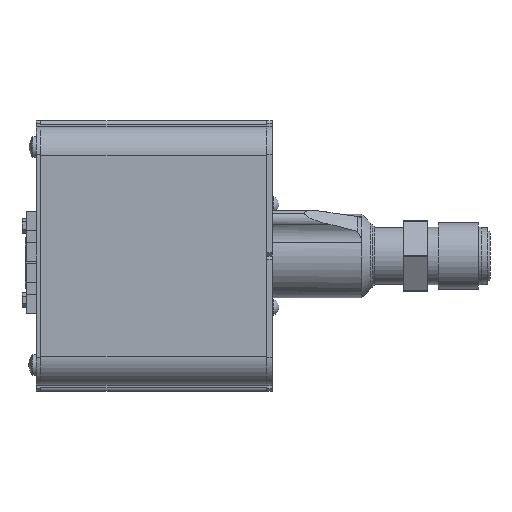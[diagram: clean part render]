
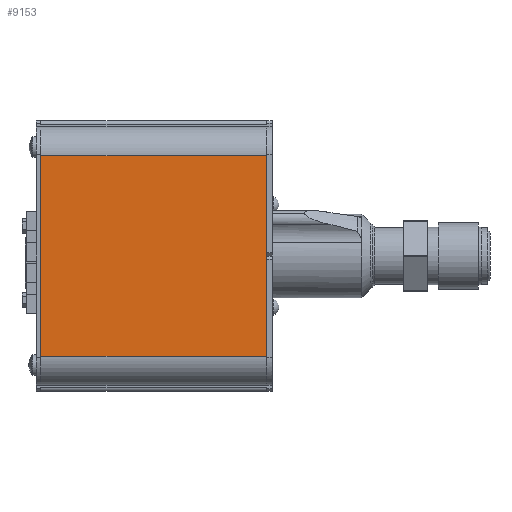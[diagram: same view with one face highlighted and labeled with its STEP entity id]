
A CAD part, left-side view. The second image highlights one B-rep face of the part: STEP entity #9153.
In plain terms, the highlighted planar face has unit normal (-1, 0, 0).
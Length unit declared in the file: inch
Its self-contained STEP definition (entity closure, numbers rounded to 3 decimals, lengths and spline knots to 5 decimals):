
#174 = DIRECTION ( 'NONE',  ( 1., 0., 0. ) ) ;
#412 = LINE ( 'NONE', #4925, #10620 ) ;
#759 = VERTEX_POINT ( 'NONE', #11732 ) ;
#2388 = EDGE_CURVE ( 'NONE', #759, #2746, #3222, .T. ) ;
#2545 = DIRECTION ( 'NONE',  ( 0., -1., 0. ) ) ;
#2631 = CARTESIAN_POINT ( 'NONE',  ( -1.401, -0.163, 1.323 ) ) ;
#2746 = VERTEX_POINT ( 'NONE', #9936 ) ;
#2748 = EDGE_CURVE ( 'NONE', #12850, #759, #10200, .T. ) ;
#2856 = DIRECTION ( 'NONE',  ( 0., 0., 1. ) ) ;
#3007 = ORIENTED_EDGE ( 'NONE', *, *, #9375, .F. ) ;
#3222 = LINE ( 'NONE', #2631, #5583 ) ;
#4925 = CARTESIAN_POINT ( 'NONE',  ( -1.401, 2.822, 1.323 ) ) ;
#5278 = CARTESIAN_POINT ( 'NONE',  ( -1.401, 2.822, 1.323 ) ) ;
#5583 = VECTOR ( 'NONE', #2856, 39.37008 ) ;
#5722 = CARTESIAN_POINT ( 'NONE',  ( -1.401, 2.822, 1.323 ) ) ;
#6232 = ORIENTED_EDGE ( 'NONE', *, *, #7725, .F. ) ;
#6587 = VECTOR ( 'NONE', #2545, 39.37008 ) ;
#7305 = DIRECTION ( 'NONE',  ( 0., 0., -1. ) ) ;
#7474 = VECTOR ( 'NONE', #10395, 39.37008 ) ;
#7725 = EDGE_CURVE ( 'NONE', #12850, #12171, #412, .T. ) ;
#7746 = EDGE_LOOP ( 'NONE', ( #9638, #12954, #3007, #6232 ) ) ;
#7777 = AXIS2_PLACEMENT_3D ( 'NONE', #5278, #174, #7305 ) ;
#9153 = ADVANCED_FACE ( 'NONE', ( #11843 ), #11375, .F. ) ;
#9275 = LINE ( 'NONE', #9636, #6587 ) ;
#9375 = EDGE_CURVE ( 'NONE', #12171, #2746, #9275, .T. ) ;
#9614 = CARTESIAN_POINT ( 'NONE',  ( -1.401, 2.822, -1.323 ) ) ;
#9636 = CARTESIAN_POINT ( 'NONE',  ( -1.401, 2.822, 1.323 ) ) ;
#9638 = ORIENTED_EDGE ( 'NONE', *, *, #2748, .T. ) ;
#9936 = CARTESIAN_POINT ( 'NONE',  ( -1.401, -0.163, 1.323 ) ) ;
#10200 = LINE ( 'NONE', #9614, #7474 ) ;
#10395 = DIRECTION ( 'NONE',  ( 0., -1., 0. ) ) ;
#10620 = VECTOR ( 'NONE', #11014, 39.37008 ) ;
#11014 = DIRECTION ( 'NONE',  ( 0., 0., 1. ) ) ;
#11375 = PLANE ( 'NONE',  #7777 ) ;
#11732 = CARTESIAN_POINT ( 'NONE',  ( -1.401, -0.163, -1.323 ) ) ;
#11843 = FACE_OUTER_BOUND ( 'NONE', #7746, .T. ) ;
#12171 = VERTEX_POINT ( 'NONE', #5722 ) ;
#12850 = VERTEX_POINT ( 'NONE', #12873 ) ;
#12873 = CARTESIAN_POINT ( 'NONE',  ( -1.401, 2.822, -1.323 ) ) ;
#12954 = ORIENTED_EDGE ( 'NONE', *, *, #2388, .T. ) ;
